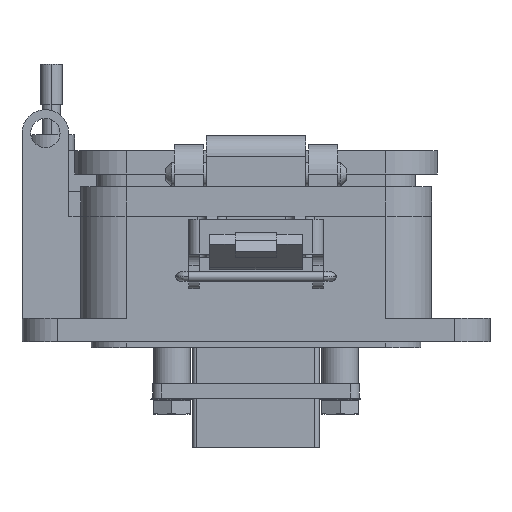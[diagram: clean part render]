
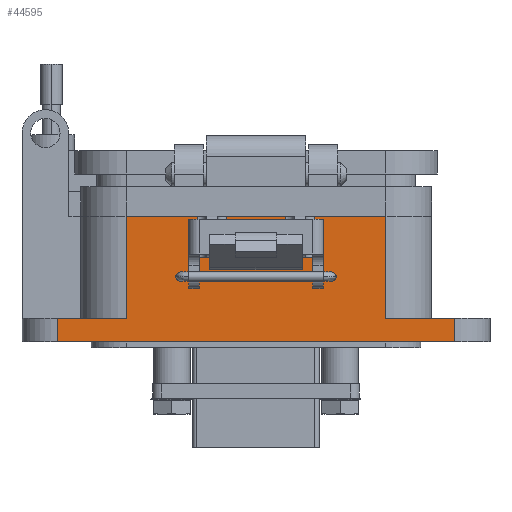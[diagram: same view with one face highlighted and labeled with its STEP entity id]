
A CAD part, front view. The second image highlights one B-rep face of the part: STEP entity #44595.
In plain terms, the highlighted planar face has unit normal (0, -1, 0).
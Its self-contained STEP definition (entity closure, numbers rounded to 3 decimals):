
#163 = CARTESIAN_POINT ( 'NONE',  ( -10.071, -15.056, -28.704 ) ) ;
#620 = VECTOR ( 'NONE', #46093, 1000. ) ;
#962 = AXIS2_PLACEMENT_3D ( 'NONE', #33007, #12877, #45144 ) ;
#1163 = CARTESIAN_POINT ( 'NONE',  ( -22.358, -15.056, -21.654 ) ) ;
#1389 = DIRECTION ( 'NONE',  ( 0., 0., -1. ) ) ;
#1881 = LINE ( 'NONE', #18031, #22643 ) ;
#2101 = LINE ( 'NONE', #29904, #18282 ) ;
#2342 = EDGE_CURVE ( 'NONE', #24419, #34430, #4943, .T. ) ;
#2496 = VERTEX_POINT ( 'NONE', #30852 ) ;
#2762 = DIRECTION ( 'NONE',  ( -1., 0., 0. ) ) ;
#2854 = DIRECTION ( 'NONE',  ( 0., 0., -1. ) ) ;
#3297 = LINE ( 'NONE', #35330, #18372 ) ;
#3383 = ORIENTED_EDGE ( 'NONE', *, *, #37563, .T. ) ;
#3695 = VECTOR ( 'NONE', #41932, 1000. ) ;
#4943 = LINE ( 'NONE', #44896, #10900 ) ;
#5518 = ORIENTED_EDGE ( 'NONE', *, *, #41642, .T. ) ;
#9241 = VERTEX_POINT ( 'NONE', #22378 ) ;
#9331 = LINE ( 'NONE', #25751, #620 ) ;
#10157 = ORIENTED_EDGE ( 'NONE', *, *, #43947, .T. ) ;
#10319 = LINE ( 'NONE', #34687, #38124 ) ;
#10524 = LINE ( 'NONE', #14273, #11326 ) ;
#10900 = VECTOR ( 'NONE', #40929, 1000. ) ;
#11326 = VECTOR ( 'NONE', #2854, 1000. ) ;
#12137 = VERTEX_POINT ( 'NONE', #13685 ) ;
#12224 = VERTEX_POINT ( 'NONE', #23984 ) ;
#12325 = LINE ( 'NONE', #48565, #41807 ) ;
#12622 = FACE_OUTER_BOUND ( 'NONE', #33900, .T. ) ;
#12877 = DIRECTION ( 'NONE',  ( 0., -1., 0. ) ) ;
#13581 = ORIENTED_EDGE ( 'NONE', *, *, #30037, .T. ) ;
#13685 = CARTESIAN_POINT ( 'NONE',  ( 10.071, -15.056, -21.654 ) ) ;
#14133 = VECTOR ( 'NONE', #1389, 1000. ) ;
#14273 = CARTESIAN_POINT ( 'NONE',  ( 10.071, -15.056, -21.654 ) ) ;
#14598 = CARTESIAN_POINT ( 'NONE',  ( 22.358, -15.056, -21.654 ) ) ;
#15132 = LINE ( 'NONE', #14598, #46441 ) ;
#16334 = PLANE ( 'NONE',  #962 ) ;
#16525 = EDGE_CURVE ( 'NONE', #29102, #29799, #45438, .T. ) ;
#16591 = CARTESIAN_POINT ( 'NONE',  ( -5.036, -15.056, -21.654 ) ) ;
#16899 = EDGE_CURVE ( 'NONE', #2496, #46649, #29253, .T. ) ;
#17198 = ORIENTED_EDGE ( 'NONE', *, *, #40951, .T. ) ;
#17267 = VECTOR ( 'NONE', #24558, 1000. ) ;
#17638 = CARTESIAN_POINT ( 'NONE',  ( -34.243, -15.056, -39.279 ) ) ;
#18031 = CARTESIAN_POINT ( 'NONE',  ( 10.071, -15.056, -39.279 ) ) ;
#18282 = VECTOR ( 'NONE', #26458, 1000. ) ;
#18372 = VECTOR ( 'NONE', #19434, 1000. ) ;
#18492 = VERTEX_POINT ( 'NONE', #49890 ) ;
#18538 = CARTESIAN_POINT ( 'NONE',  ( 5.036, -15.056, -21.654 ) ) ;
#19434 = DIRECTION ( 'NONE',  ( -1., 0., 0. ) ) ;
#19929 = EDGE_CURVE ( 'NONE', #34430, #2496, #41171, .T. ) ;
#20539 = DIRECTION ( 'NONE',  ( -1., 0., 0. ) ) ;
#20843 = VERTEX_POINT ( 'NONE', #49475 ) ;
#21563 = CARTESIAN_POINT ( 'NONE',  ( 10.071, -15.056, -21.654 ) ) ;
#22026 = ORIENTED_EDGE ( 'NONE', *, *, #42945, .T. ) ;
#22037 = ORIENTED_EDGE ( 'NONE', *, *, #37475, .T. ) ;
#22378 = CARTESIAN_POINT ( 'NONE',  ( -34.243, -15.056, -43.307 ) ) ;
#22643 = VECTOR ( 'NONE', #47373, 1000. ) ;
#23984 = CARTESIAN_POINT ( 'NONE',  ( -5.036, -15.056, -28.704 ) ) ;
#24190 = ORIENTED_EDGE ( 'NONE', *, *, #49054, .T. ) ;
#24215 = VERTEX_POINT ( 'NONE', #30124 ) ;
#24419 = VERTEX_POINT ( 'NONE', #163 ) ;
#24558 = DIRECTION ( 'NONE',  ( -1., 0., 0. ) ) ;
#25536 = DIRECTION ( 'NONE',  ( 0., 0., -1. ) ) ;
#25742 = CARTESIAN_POINT ( 'NONE',  ( -5.036, -15.056, -21.654 ) ) ;
#25751 = CARTESIAN_POINT ( 'NONE',  ( 0., -15.056, -43.307 ) ) ;
#26202 = CARTESIAN_POINT ( 'NONE',  ( -22.358, -15.056, -39.279 ) ) ;
#26458 = DIRECTION ( 'NONE',  ( 0., 0., -1. ) ) ;
#26559 = EDGE_CURVE ( 'NONE', #51881, #20843, #1881, .T. ) ;
#27909 = CARTESIAN_POINT ( 'NONE',  ( 5.036, -15.056, -28.704 ) ) ;
#29102 = VERTEX_POINT ( 'NONE', #18538 ) ;
#29226 = VECTOR ( 'NONE', #44216, 1000. ) ;
#29253 = LINE ( 'NONE', #1163, #48687 ) ;
#29573 = CARTESIAN_POINT ( 'NONE',  ( 10.071, -15.056, -21.654 ) ) ;
#29799 = VERTEX_POINT ( 'NONE', #16591 ) ;
#29904 = CARTESIAN_POINT ( 'NONE',  ( -34.243, -15.056, -21.654 ) ) ;
#30037 = EDGE_CURVE ( 'NONE', #24215, #51982, #3297, .T. ) ;
#30124 = CARTESIAN_POINT ( 'NONE',  ( 10.071, -15.056, -28.704 ) ) ;
#30270 = EDGE_CURVE ( 'NONE', #9241, #18492, #9331, .T. ) ;
#30753 = DIRECTION ( 'NONE',  ( 0., 0., 1. ) ) ;
#30852 = CARTESIAN_POINT ( 'NONE',  ( -22.358, -15.056, -21.654 ) ) ;
#31981 = CARTESIAN_POINT ( 'NONE',  ( 10.071, -15.056, -39.279 ) ) ;
#32499 = LINE ( 'NONE', #31981, #17267 ) ;
#32871 = ORIENTED_EDGE ( 'NONE', *, *, #16899, .T. ) ;
#33007 = CARTESIAN_POINT ( 'NONE',  ( 10.071, -15.056, -21.654 ) ) ;
#33261 = ORIENTED_EDGE ( 'NONE', *, *, #16525, .T. ) ;
#33900 = EDGE_LOOP ( 'NONE', ( #22026, #22037, #13581, #10157, #33261, #5518, #24190, #37598, #46619, #32871, #3383, #17198, #42881, #51286, #36337, #35452 ) ) ;
#34421 = DIRECTION ( 'NONE',  ( 0., 0., 1. ) ) ;
#34430 = VERTEX_POINT ( 'NONE', #43559 ) ;
#34687 = CARTESIAN_POINT ( 'NONE',  ( 5.036, -15.056, -21.654 ) ) ;
#35330 = CARTESIAN_POINT ( 'NONE',  ( 10.071, -15.056, -28.704 ) ) ;
#35452 = ORIENTED_EDGE ( 'NONE', *, *, #51317, .T. ) ;
#36337 = ORIENTED_EDGE ( 'NONE', *, *, #26559, .T. ) ;
#37230 = VECTOR ( 'NONE', #2762, 1000. ) ;
#37475 = EDGE_CURVE ( 'NONE', #12137, #24215, #10524, .T. ) ;
#37563 = EDGE_CURVE ( 'NONE', #46649, #37733, #32499, .T. ) ;
#37598 = ORIENTED_EDGE ( 'NONE', *, *, #2342, .T. ) ;
#37733 = VERTEX_POINT ( 'NONE', #17638 ) ;
#38124 = VECTOR ( 'NONE', #34421, 1000. ) ;
#39635 = EDGE_CURVE ( 'NONE', #51881, #18492, #48180, .T. ) ;
#40240 = VECTOR ( 'NONE', #49136, 1000. ) ;
#40929 = DIRECTION ( 'NONE',  ( 0., 0., 1. ) ) ;
#40951 = EDGE_CURVE ( 'NONE', #37733, #9241, #2101, .T. ) ;
#41171 = LINE ( 'NONE', #21563, #3695 ) ;
#41642 = EDGE_CURVE ( 'NONE', #29799, #12224, #42948, .T. ) ;
#41807 = VECTOR ( 'NONE', #20539, 1000. ) ;
#41932 = DIRECTION ( 'NONE',  ( -1., 0., 0. ) ) ;
#41945 = CARTESIAN_POINT ( 'NONE',  ( 22.358, -15.056, -21.654 ) ) ;
#42478 = CARTESIAN_POINT ( 'NONE',  ( 10.071, -15.056, -21.654 ) ) ;
#42881 = ORIENTED_EDGE ( 'NONE', *, *, #30270, .T. ) ;
#42945 = EDGE_CURVE ( 'NONE', #47506, #12137, #46949, .T. ) ;
#42948 = LINE ( 'NONE', #25742, #14133 ) ;
#43559 = CARTESIAN_POINT ( 'NONE',  ( -10.071, -15.056, -21.654 ) ) ;
#43947 = EDGE_CURVE ( 'NONE', #51982, #29102, #10319, .T. ) ;
#44216 = DIRECTION ( 'NONE',  ( 0., 0., -1. ) ) ;
#44595 = ADVANCED_FACE ( 'NONE', ( #12622 ), #16334, .T. ) ;
#44742 = CARTESIAN_POINT ( 'NONE',  ( 34.243, -15.056, -43.307 ) ) ;
#44896 = CARTESIAN_POINT ( 'NONE',  ( -10.071, -15.056, -21.654 ) ) ;
#45144 = DIRECTION ( 'NONE',  ( 1., 0., 0. ) ) ;
#45438 = LINE ( 'NONE', #29573, #40240 ) ;
#46093 = DIRECTION ( 'NONE',  ( 1., 0., 0. ) ) ;
#46441 = VECTOR ( 'NONE', #30753, 1000. ) ;
#46619 = ORIENTED_EDGE ( 'NONE', *, *, #19929, .T. ) ;
#46649 = VERTEX_POINT ( 'NONE', #26202 ) ;
#46949 = LINE ( 'NONE', #42478, #37230 ) ;
#47373 = DIRECTION ( 'NONE',  ( -1., 0., 0. ) ) ;
#47506 = VERTEX_POINT ( 'NONE', #41945 ) ;
#48180 = LINE ( 'NONE', #44742, #29226 ) ;
#48565 = CARTESIAN_POINT ( 'NONE',  ( 10.071, -15.056, -28.704 ) ) ;
#48687 = VECTOR ( 'NONE', #25536, 1000. ) ;
#49054 = EDGE_CURVE ( 'NONE', #12224, #24419, #12325, .T. ) ;
#49136 = DIRECTION ( 'NONE',  ( -1., 0., 0. ) ) ;
#49145 = CARTESIAN_POINT ( 'NONE',  ( 34.243, -15.056, -39.279 ) ) ;
#49475 = CARTESIAN_POINT ( 'NONE',  ( 22.358, -15.056, -39.279 ) ) ;
#49890 = CARTESIAN_POINT ( 'NONE',  ( 34.243, -15.056, -43.307 ) ) ;
#51286 = ORIENTED_EDGE ( 'NONE', *, *, #39635, .F. ) ;
#51317 = EDGE_CURVE ( 'NONE', #20843, #47506, #15132, .T. ) ;
#51881 = VERTEX_POINT ( 'NONE', #49145 ) ;
#51982 = VERTEX_POINT ( 'NONE', #27909 ) ;
